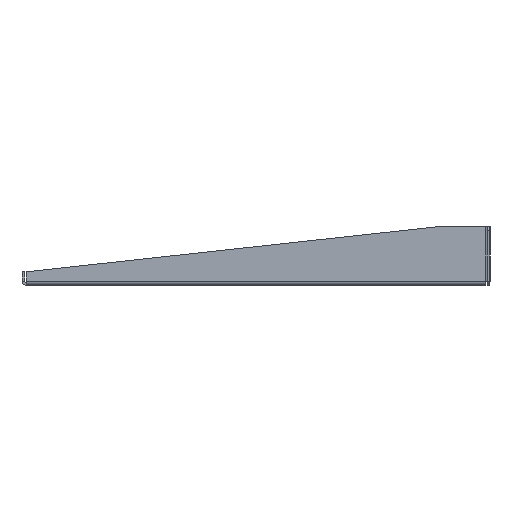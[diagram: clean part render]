
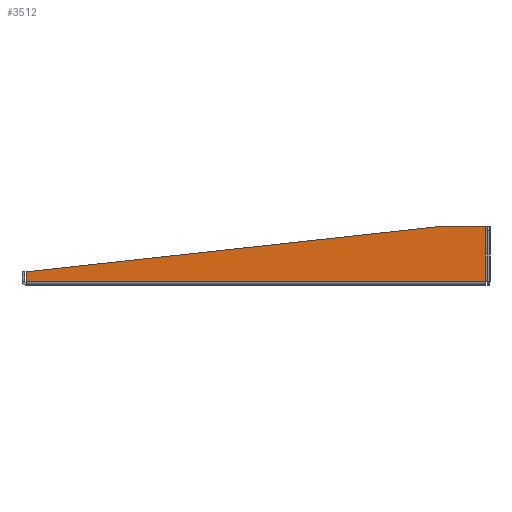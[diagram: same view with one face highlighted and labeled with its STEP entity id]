
A CAD part, left-side view. The second image highlights one B-rep face of the part: STEP entity #3512.
In plain terms, the highlighted planar face has unit normal (-1, 0, 0).
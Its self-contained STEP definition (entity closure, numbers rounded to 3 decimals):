
#208 = VECTOR ( 'NONE', #2727, 1000. ) ;
#253 = CARTESIAN_POINT ( 'NONE',  ( 0., 0., 1. ) ) ;
#258 = DIRECTION ( 'NONE',  ( 0., 1., 0. ) ) ;
#423 = EDGE_CURVE ( 'NONE', #765, #3006, #2964, .T. ) ;
#456 = CARTESIAN_POINT ( 'NONE',  ( 0., 37., 41.6 ) ) ;
#566 = DIRECTION ( 'NONE',  ( 0., 1., 0. ) ) ;
#740 = VECTOR ( 'NONE', #1579, 1000. ) ;
#765 = VERTEX_POINT ( 'NONE', #253 ) ;
#817 = CARTESIAN_POINT ( 'NONE',  ( 0., 344., 8. ) ) ;
#853 = ORIENTED_EDGE ( 'NONE', *, *, #423, .F. ) ;
#884 = LINE ( 'NONE', #5698, #208 ) ;
#968 = CARTESIAN_POINT ( 'NONE',  ( 0., 0., 0. ) ) ;
#1024 = EDGE_CURVE ( 'NONE', #765, #3173, #2465, .T. ) ;
#1141 = CARTESIAN_POINT ( 'NONE',  ( 0., 0., 41.6 ) ) ;
#1258 = PLANE ( 'NONE',  #5445 ) ;
#1437 = EDGE_LOOP ( 'NONE', ( #5348, #4359, #3555, #853, #3649 ) ) ;
#1579 = DIRECTION ( 'NONE',  ( 0., -0.994, 0.109 ) ) ;
#1827 = FACE_OUTER_BOUND ( 'NONE', #1437, .T. ) ;
#1977 = CARTESIAN_POINT ( 'NONE',  ( 0., 344., 1. ) ) ;
#2057 = LINE ( 'NONE', #3578, #740 ) ;
#2328 = VERTEX_POINT ( 'NONE', #817 ) ;
#2465 = LINE ( 'NONE', #3460, #5719 ) ;
#2473 = EDGE_CURVE ( 'NONE', #2328, #5955, #2057, .T. ) ;
#2727 = DIRECTION ( 'NONE',  ( 0., 0., -1. ) ) ;
#2835 = DIRECTION ( 'NONE',  ( 0., 0., -1. ) ) ;
#2964 = LINE ( 'NONE', #2998, #3060 ) ;
#2998 = CARTESIAN_POINT ( 'NONE',  ( 0., 344., 1. ) ) ;
#3006 = VERTEX_POINT ( 'NONE', #1977 ) ;
#3060 = VECTOR ( 'NONE', #566, 1000. ) ;
#3173 = VERTEX_POINT ( 'NONE', #1141 ) ;
#3312 = VECTOR ( 'NONE', #258, 1000. ) ;
#3460 = CARTESIAN_POINT ( 'NONE',  ( 0., 0., 0. ) ) ;
#3512 = ADVANCED_FACE ( 'NONE', ( #1827 ), #1258, .F. ) ;
#3555 = ORIENTED_EDGE ( 'NONE', *, *, #6192, .T. ) ;
#3578 = CARTESIAN_POINT ( 'NONE',  ( 0., 37., 41.6 ) ) ;
#3649 = ORIENTED_EDGE ( 'NONE', *, *, #1024, .T. ) ;
#4098 = CARTESIAN_POINT ( 'NONE',  ( 0., 0., 41.6 ) ) ;
#4110 = EDGE_CURVE ( 'NONE', #3173, #5955, #4402, .T. ) ;
#4278 = DIRECTION ( 'NONE',  ( 1., 0., 0. ) ) ;
#4279 = DIRECTION ( 'NONE',  ( 0., 0., 1. ) ) ;
#4359 = ORIENTED_EDGE ( 'NONE', *, *, #2473, .F. ) ;
#4402 = LINE ( 'NONE', #4098, #3312 ) ;
#5348 = ORIENTED_EDGE ( 'NONE', *, *, #4110, .T. ) ;
#5445 = AXIS2_PLACEMENT_3D ( 'NONE', #968, #4278, #2835 ) ;
#5698 = CARTESIAN_POINT ( 'NONE',  ( 0., 344., 0. ) ) ;
#5719 = VECTOR ( 'NONE', #4279, 1000. ) ;
#5955 = VERTEX_POINT ( 'NONE', #456 ) ;
#6192 = EDGE_CURVE ( 'NONE', #2328, #3006, #884, .T. ) ;
